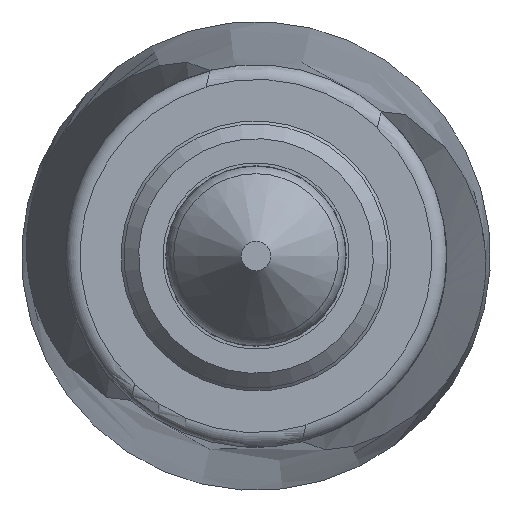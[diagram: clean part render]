
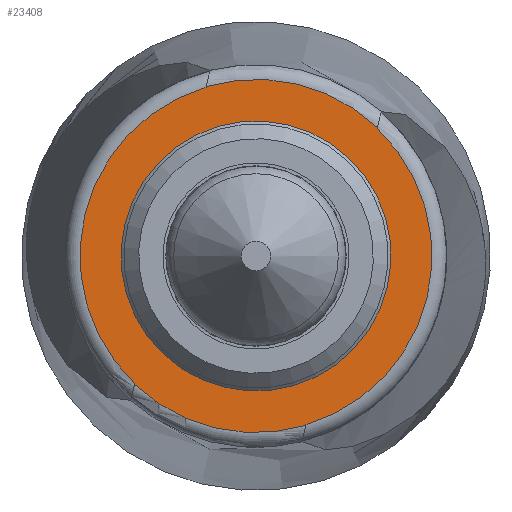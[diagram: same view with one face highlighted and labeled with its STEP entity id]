
A CAD part, left-side view. The second image highlights one B-rep face of the part: STEP entity #23408.
In plain terms, the highlighted planar face has unit normal (-1, 0, 0).
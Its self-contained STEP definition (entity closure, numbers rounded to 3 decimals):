
#23033=CARTESIAN_POINT('',(23.95,4.136,-4.377));
#23034=VERTEX_POINT('',#23033);
#23061=CARTESIAN_POINT('',(23.95,-1.698,-5.778));
#23062=VERTEX_POINT('',#23061);
#23078=CARTESIAN_POINT('',(23.95,0.,0.));
#23079=DIRECTION('',(1.0,0.,0.));
#23080=DIRECTION('',(0.,0.234,-0.972));
#23081=AXIS2_PLACEMENT_3D('',#23078,#23079,#23080);
#23082=CIRCLE('',#23081,6.022);
#23083=EDGE_CURVE('',#23062,#23034,#23082,.T.);
#23213=CARTESIAN_POINT('',(23.95,4.131,-4.352));
#23214=VERTEX_POINT('',#23213);
#23215=CARTESIAN_POINT('',(23.95,4.136,-4.377));
#23216=DIRECTION('',(0.0,-0.234,0.972));
#23217=VECTOR('',#23216,0.026);
#23218=LINE('',#23215,#23217);
#23219=EDGE_CURVE('',#23034,#23214,#23218,.T.);
#23237=CARTESIAN_POINT('',(23.95,1.704,5.753));
#23238=VERTEX_POINT('',#23237);
#23254=CARTESIAN_POINT('',(23.95,1.698,5.778));
#23255=VERTEX_POINT('',#23254);
#23256=CARTESIAN_POINT('',(23.95,1.704,5.753));
#23257=DIRECTION('',(0.0,-0.234,0.972));
#23258=VECTOR('',#23257,0.026);
#23259=LINE('',#23256,#23258);
#23260=EDGE_CURVE('',#23238,#23255,#23259,.T.);
#23287=CARTESIAN_POINT('',(23.95,-4.136,4.377));
#23288=VERTEX_POINT('',#23287);
#23306=CARTESIAN_POINT('',(23.95,0.,0.));
#23307=DIRECTION('',(1.0,0.,0.));
#23308=DIRECTION('',(0.,-0.234,0.972));
#23309=AXIS2_PLACEMENT_3D('',#23306,#23307,#23308);
#23310=CIRCLE('',#23309,6.022);
#23311=EDGE_CURVE('',#23255,#23288,#23310,.T.);
#23321=CARTESIAN_POINT('',(23.95,-1.704,-5.753));
#23322=VERTEX_POINT('',#23321);
#23339=CARTESIAN_POINT('',(23.95,-4.131,4.352));
#23340=VERTEX_POINT('',#23339);
#23356=CARTESIAN_POINT('',(23.95,0.,0.));
#23357=DIRECTION('',(1.0,0.,0.));
#23358=DIRECTION('',(0.,-0.972,-0.234));
#23359=AXIS2_PLACEMENT_3D('',#23356,#23357,#23358);
#23360=CIRCLE('',#23359,6.0);
#23361=EDGE_CURVE('',#23340,#23322,#23360,.T.);
#23366=CARTESIAN_POINT('',(23.95,1.296,-5.397));
#23367=DIRECTION('',(-1.0,0.0,0.0));
#23368=DIRECTION('',(0.0,0.972,0.234));
#23369=AXIS2_PLACEMENT_3D('',#23366,#23367,#23368);
#23370=PLANE('',#23369);
#23371=ORIENTED_EDGE('',*,*,#23083,.F.);
#23372=CARTESIAN_POINT('',(23.95,-1.704,-5.753));
#23373=DIRECTION('',(0.0,0.234,-0.972));
#23374=VECTOR('',#23373,0.026);
#23375=LINE('',#23372,#23374);
#23376=EDGE_CURVE('',#23322,#23062,#23375,.T.);
#23377=ORIENTED_EDGE('',*,*,#23376,.F.);
#23378=ORIENTED_EDGE('',*,*,#23361,.F.);
#23379=CARTESIAN_POINT('',(23.95,-4.136,4.377));
#23380=DIRECTION('',(0.0,0.234,-0.972));
#23381=VECTOR('',#23380,0.026);
#23382=LINE('',#23379,#23381);
#23383=EDGE_CURVE('',#23288,#23340,#23382,.T.);
#23384=ORIENTED_EDGE('',*,*,#23383,.F.);
#23385=ORIENTED_EDGE('',*,*,#23311,.F.);
#23386=ORIENTED_EDGE('',*,*,#23260,.F.);
#23387=CARTESIAN_POINT('',(23.95,0.,0.));
#23388=DIRECTION('',(1.0,0.,0.));
#23389=DIRECTION('',(0.,0.972,0.234));
#23390=AXIS2_PLACEMENT_3D('',#23387,#23388,#23389);
#23391=CIRCLE('',#23390,6.0);
#23392=EDGE_CURVE('',#23214,#23238,#23391,.T.);
#23393=ORIENTED_EDGE('',*,*,#23392,.F.);
#23394=ORIENTED_EDGE('',*,*,#23219,.F.);
#23395=EDGE_LOOP('',(#23371,#23377,#23378,#23384,#23385,#23386,#23393,#23394));
#23396=FACE_OUTER_BOUND('',#23395,.T.);
#23397=CARTESIAN_POINT('',(23.95,4.473,1.074));
#23398=VERTEX_POINT('',#23397);
#23399=CARTESIAN_POINT('',(23.95,0.,0.));
#23400=DIRECTION('',(1.0,0.,0.));
#23401=DIRECTION('',(0.,0.234,-0.972));
#23402=AXIS2_PLACEMENT_3D('',#23399,#23400,#23401);
#23403=CIRCLE('',#23402,4.6);
#23404=EDGE_CURVE('',#23398,#23398,#23403,.T.);
#23405=ORIENTED_EDGE('',*,*,#23404,.T.);
#23406=EDGE_LOOP('',(#23405));
#23407=FACE_BOUND('',#23406,.T.);
#23408=ADVANCED_FACE('',(#23396,#23407),#23370,.T.);
